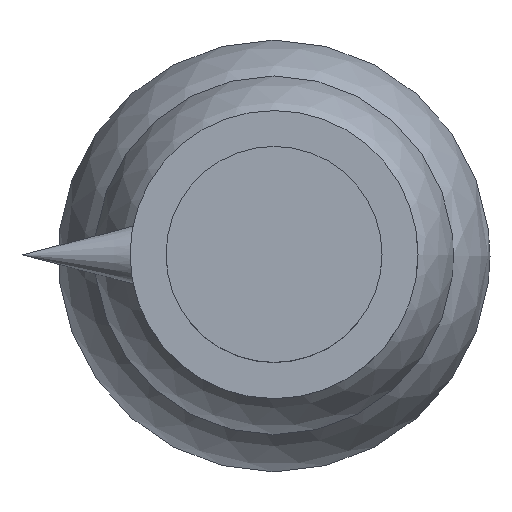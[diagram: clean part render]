
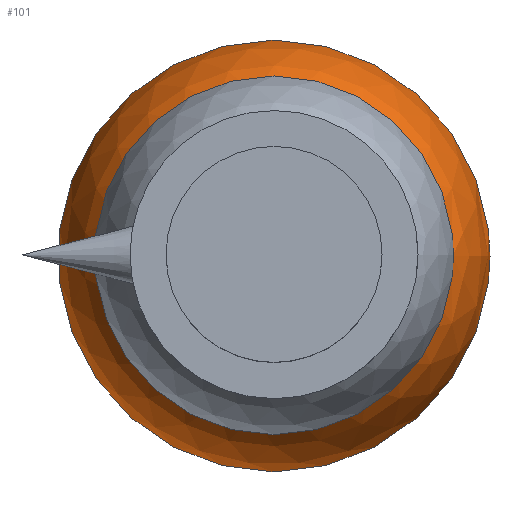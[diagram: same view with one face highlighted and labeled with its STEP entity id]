
A CAD part, top view. The second image highlights one B-rep face of the part: STEP entity #101.
In plain terms, the highlighted spherical face has radius 19.05 mm.
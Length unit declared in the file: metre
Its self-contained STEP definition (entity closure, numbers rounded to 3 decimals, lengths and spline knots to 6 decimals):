
#24=ORIENTED_EDGE('',*,*,#40,.F.);
#40=EDGE_CURVE('',#48,#48,#57,.T.);
#48=VERTEX_POINT('',#210);
#57=CIRCLE('',#155,0.007238);
#65=EDGE_LOOP('',(#24));
#81=FACE_BOUND('',#65,.T.);
#98=SPHERICAL_SURFACE('',#154,0.01905);
#101=ADVANCED_FACE('',(#81),#98,.T.);
#154=AXIS2_PLACEMENT_3D('',#208,#173,#174);
#155=AXIS2_PLACEMENT_3D('',#209,#175,#176);
#173=DIRECTION('',(0.,0.,1.));
#174=DIRECTION('',(1.,0.,0.));
#175=DIRECTION('',(0.,0.,1.));
#176=DIRECTION('',(1.,0.,0.));
#208=CARTESIAN_POINT('',(0.,0.,-0.03175));
#209=CARTESIAN_POINT('',(0.,0.,-0.014129));
#210=CARTESIAN_POINT('',(0.007238,0.,-0.014129));
